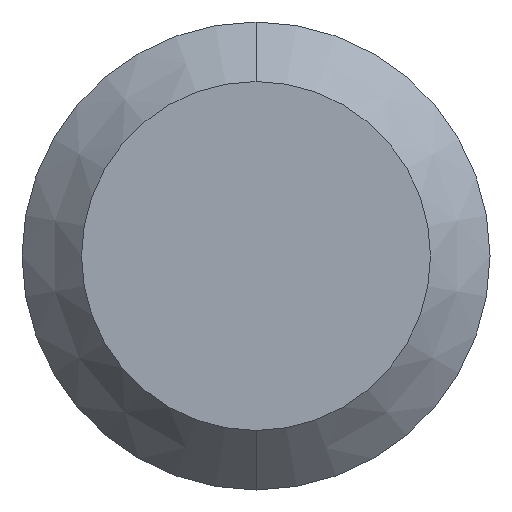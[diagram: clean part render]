
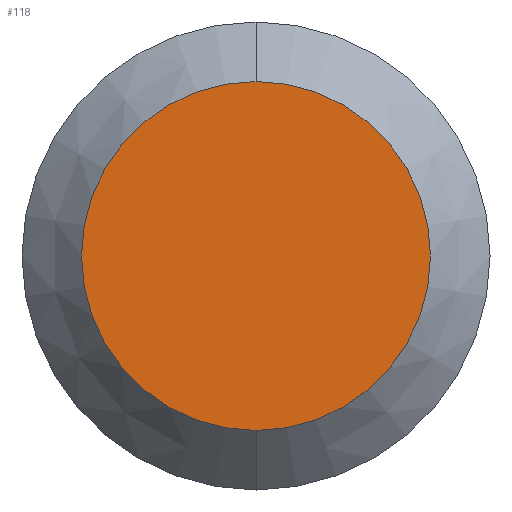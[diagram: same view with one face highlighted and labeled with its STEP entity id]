
A CAD part, front view. The second image highlights one B-rep face of the part: STEP entity #118.
In plain terms, the highlighted planar face has unit normal (0, -1, 0).
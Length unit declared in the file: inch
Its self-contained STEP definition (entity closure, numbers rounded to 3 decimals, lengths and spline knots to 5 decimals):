
#2 = ORIENTED_EDGE ( 'NONE', *, *, #261, .T. ) ;
#20 = DIRECTION ( 'NONE',  ( 0., -1., 0. ) ) ;
#21 = CARTESIAN_POINT ( 'NONE',  ( 0., 0., 0. ) ) ;
#39 = DIRECTION ( 'NONE',  ( 0., 0., 1. ) ) ;
#40 = DIRECTION ( 'NONE',  ( 0., 1., 0. ) ) ;
#74 = CIRCLE ( 'NONE', #95, 0.05859 ) ;
#77 = DIRECTION ( 'NONE',  ( 0., 0., 1. ) ) ;
#79 = DIRECTION ( 'NONE',  ( 0., -1., 0. ) ) ;
#82 = DIRECTION ( 'NONE',  ( 0., 0., 1. ) ) ;
#92 = CARTESIAN_POINT ( 'NONE',  ( 0., 0., 0. ) ) ;
#95 = AXIS2_PLACEMENT_3D ( 'NONE', #92, #79, #77 ) ;
#114 = VERTEX_POINT ( 'NONE', #141 ) ;
#115 = AXIS2_PLACEMENT_3D ( 'NONE', #21, #20, #39 ) ;
#118 = ADVANCED_FACE ( 'NONE', ( #231 ), #159, .F. ) ;
#121 = CARTESIAN_POINT ( 'NONE',  ( 0., 0., 0.05859 ) ) ;
#123 = CARTESIAN_POINT ( 'NONE',  ( 0., 0., 0. ) ) ;
#141 = CARTESIAN_POINT ( 'NONE',  ( 0., 0., -0.05859 ) ) ;
#142 = AXIS2_PLACEMENT_3D ( 'NONE', #123, #40, #82 ) ;
#155 = EDGE_LOOP ( 'NONE', ( #173, #2 ) ) ;
#159 = PLANE ( 'NONE',  #142 ) ;
#173 = ORIENTED_EDGE ( 'NONE', *, *, #204, .T. ) ;
#183 = VERTEX_POINT ( 'NONE', #121 ) ;
#204 = EDGE_CURVE ( 'NONE', #183, #114, #277, .T. ) ;
#231 = FACE_OUTER_BOUND ( 'NONE', #155, .T. ) ;
#261 = EDGE_CURVE ( 'NONE', #114, #183, #74, .T. ) ;
#277 = CIRCLE ( 'NONE', #115, 0.05859 ) ;
